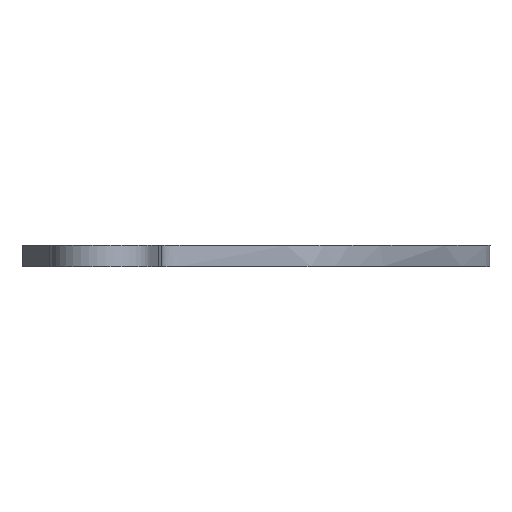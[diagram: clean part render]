
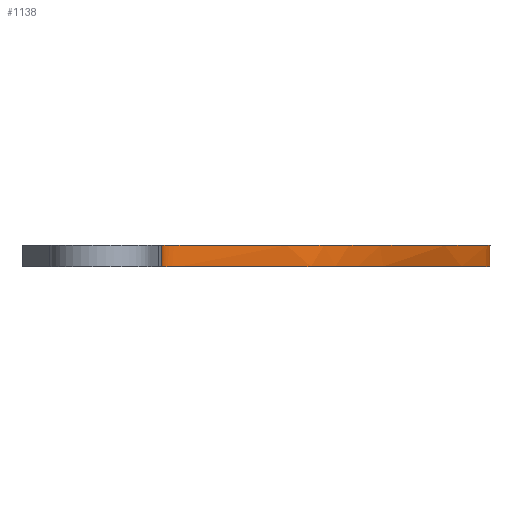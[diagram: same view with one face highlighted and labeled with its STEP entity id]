
A CAD part, left-side view. The second image highlights one B-rep face of the part: STEP entity #1138.
In plain terms, the highlighted free-form (B-spline) face has degree [3, 1] with [12, 2] control points.
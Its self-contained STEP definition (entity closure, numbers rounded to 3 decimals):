
#65=B_SPLINE_SURFACE_WITH_KNOTS('',3,1,((#3282,#3283),(#3284,#3285),(#3286,
#3287),(#3288,#3289),(#3290,#3291),(#3292,#3293),(#3294,#3295),(#3296,#3297),
(#3298,#3299),(#3300,#3301),(#3302,#3303),(#3304,#3305)),.UNSPECIFIED.,
 .F.,.F.,.F.,(4,1,1,1,1,1,1,1,1,4),(2,2),(0.,1.917,3.834,
7.667,11.334,15.,16.212,17.423,
18.325,19.227),(0.,1.081),.UNSPECIFIED.);
#83=B_SPLINE_CURVE_WITH_KNOTS('',3,(#3019,#3020,#3021,#3022,#3023,#3024,
#3025,#3026,#3027,#3028,#3029),.UNSPECIFIED.,.F.,.F.,(4,1,1,1,1,1,1,1,4),
(-23.465,-21.126,-18.786,-14.107,
-9.633,-5.158,-3.679,-2.201,
-2.022),.UNSPECIFIED.);
#96=B_SPLINE_CURVE_WITH_KNOTS('',3,(#3229,#3230,#3231,#3232,#3233,#3234,
#3235,#3236,#3237,#3238,#3239),.UNSPECIFIED.,.F.,.F.,(4,1,1,1,1,1,1,1,4),
(-13.456,-13.343,-12.416,-11.488,
-8.68,-5.872,-2.936,-1.468,
0.),.UNSPECIFIED.);
#98=B_SPLINE_CURVE_WITH_KNOTS('',3,(#3269,#3270,#3271,#3272,#3273,#3274),
 .UNSPECIFIED.,.F.,.F.,(4,2,4),(-0.63,-0.315,0.),
 .UNSPECIFIED.);
#166=FACE_OUTER_BOUND('',#242,.T.);
#242=EDGE_LOOP('',(#1028,#1029,#1030,#1031));
#326=LINE('',#3306,#407);
#407=VECTOR('',#1361,10.);
#526=VERTEX_POINT('',#3016);
#527=VERTEX_POINT('',#3018);
#556=VERTEX_POINT('',#3226);
#557=VERTEX_POINT('',#3228);
#665=EDGE_CURVE('',#527,#526,#83,.T.);
#707=EDGE_CURVE('',#557,#556,#96,.T.);
#720=EDGE_CURVE('',#526,#557,#98,.T.);
#724=EDGE_CURVE('',#527,#556,#326,.T.);
#1028=ORIENTED_EDGE('',*,*,#720,.T.);
#1029=ORIENTED_EDGE('',*,*,#707,.T.);
#1030=ORIENTED_EDGE('',*,*,#724,.F.);
#1031=ORIENTED_EDGE('',*,*,#665,.T.);
#1138=ADVANCED_FACE('',(#166),#65,.T.);
#1361=DIRECTION('',(0.,0.,-1.));
#3016=CARTESIAN_POINT('',(62.318,100.072,6.3));
#3018=CARTESIAN_POINT('',(199.023,2.631,6.3));
#3019=CARTESIAN_POINT('Ctrl Pts',(199.023,2.631,6.3));
#3020=CARTESIAN_POINT('Ctrl Pts',(193.159,1.671,6.3));
#3021=CARTESIAN_POINT('Ctrl Pts',(179.917,6.799,6.3));
#3022=CARTESIAN_POINT('Ctrl Pts',(156.362,14.75,6.3));
#3023=CARTESIAN_POINT('Ctrl Pts',(128.403,29.484,6.3));
#3024=CARTESIAN_POINT('Ctrl Pts',(94.807,47.192,6.3));
#3025=CARTESIAN_POINT('Ctrl Pts',(81.216,73.973,6.3));
#3026=CARTESIAN_POINT('Ctrl Pts',(72.072,90.739,6.3));
#3027=CARTESIAN_POINT('Ctrl Pts',(66.521,99.835,6.3));
#3028=CARTESIAN_POINT('Ctrl Pts',(62.736,100.088,6.3));
#3029=CARTESIAN_POINT('Ctrl Pts',(62.318,100.072,6.3));
#3226=CARTESIAN_POINT('',(199.023,2.631,0.));
#3228=CARTESIAN_POINT('',(62.318,100.072,0.));
#3229=CARTESIAN_POINT('Ctrl Pts',(62.318,100.072,0.));
#3230=CARTESIAN_POINT('Ctrl Pts',(62.736,100.088,0.));
#3231=CARTESIAN_POINT('Ctrl Pts',(66.521,99.835,0.));
#3232=CARTESIAN_POINT('Ctrl Pts',(72.072,90.739,0.));
#3233=CARTESIAN_POINT('Ctrl Pts',(81.216,73.973,0.));
#3234=CARTESIAN_POINT('Ctrl Pts',(94.807,47.192,0.));
#3235=CARTESIAN_POINT('Ctrl Pts',(128.403,29.484,0.));
#3236=CARTESIAN_POINT('Ctrl Pts',(156.362,14.75,0.));
#3237=CARTESIAN_POINT('Ctrl Pts',(179.917,6.799,0.));
#3238=CARTESIAN_POINT('Ctrl Pts',(193.159,1.671,0.));
#3239=CARTESIAN_POINT('Ctrl Pts',(199.023,2.631,0.));
#3269=CARTESIAN_POINT('Ctrl Pts',(62.318,100.072,6.3));
#3270=CARTESIAN_POINT('Ctrl Pts',(62.318,100.072,5.25));
#3271=CARTESIAN_POINT('Ctrl Pts',(62.318,100.072,4.2));
#3272=CARTESIAN_POINT('Ctrl Pts',(62.318,100.072,2.1));
#3273=CARTESIAN_POINT('Ctrl Pts',(62.318,100.072,1.05));
#3274=CARTESIAN_POINT('Ctrl Pts',(62.318,100.072,0.));
#3282=CARTESIAN_POINT('Ctrl Pts',(199.023,2.631,7.656));
#3283=CARTESIAN_POINT('Ctrl Pts',(199.023,2.631,-3.159));
#3284=CARTESIAN_POINT('Ctrl Pts',(193.159,1.671,7.656));
#3285=CARTESIAN_POINT('Ctrl Pts',(193.159,1.671,-3.159));
#3286=CARTESIAN_POINT('Ctrl Pts',(179.917,6.799,7.656));
#3287=CARTESIAN_POINT('Ctrl Pts',(179.917,6.799,-3.159));
#3288=CARTESIAN_POINT('Ctrl Pts',(156.362,14.75,7.656));
#3289=CARTESIAN_POINT('Ctrl Pts',(156.362,14.75,-3.159));
#3290=CARTESIAN_POINT('Ctrl Pts',(128.403,29.484,7.656));
#3291=CARTESIAN_POINT('Ctrl Pts',(128.403,29.484,-3.159));
#3292=CARTESIAN_POINT('Ctrl Pts',(94.807,47.192,7.656));
#3293=CARTESIAN_POINT('Ctrl Pts',(94.807,47.192,-3.159));
#3294=CARTESIAN_POINT('Ctrl Pts',(81.216,73.973,7.656));
#3295=CARTESIAN_POINT('Ctrl Pts',(81.216,73.973,-3.159));
#3296=CARTESIAN_POINT('Ctrl Pts',(72.072,90.739,7.656));
#3297=CARTESIAN_POINT('Ctrl Pts',(72.072,90.739,-3.159));
#3298=CARTESIAN_POINT('Ctrl Pts',(64.89,102.508,7.656));
#3299=CARTESIAN_POINT('Ctrl Pts',(64.89,102.508,-3.159));
#3300=CARTESIAN_POINT('Ctrl Pts',(55.439,97.45,7.656));
#3301=CARTESIAN_POINT('Ctrl Pts',(55.439,97.45,-3.159));
#3302=CARTESIAN_POINT('Ctrl Pts',(49.242,95.426,7.656));
#3303=CARTESIAN_POINT('Ctrl Pts',(49.242,95.426,-3.159));
#3304=CARTESIAN_POINT('Ctrl Pts',(47.018,93.894,7.656));
#3305=CARTESIAN_POINT('Ctrl Pts',(47.018,93.894,-3.159));
#3306=CARTESIAN_POINT('',(199.023,2.631,7.656));
